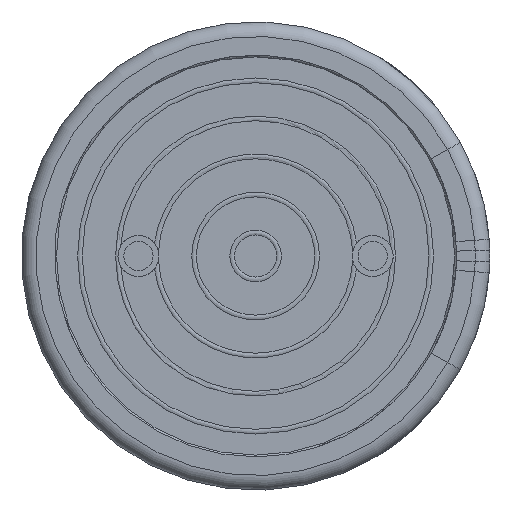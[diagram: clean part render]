
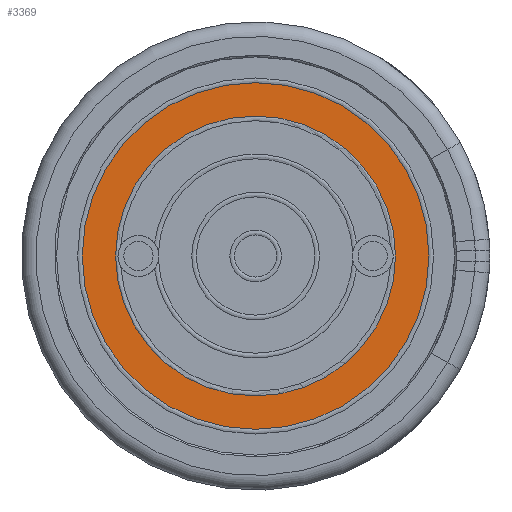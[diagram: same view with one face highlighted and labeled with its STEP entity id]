
A CAD part, front view. The second image highlights one B-rep face of the part: STEP entity #3369.
In plain terms, the highlighted planar face has unit normal (0, -1, 0).
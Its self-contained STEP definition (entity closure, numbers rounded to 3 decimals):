
#68=FACE_BOUND('',#510,.T.);
#236=PLANE('',#3752);
#360=FACE_OUTER_BOUND('',#509,.T.);
#509=EDGE_LOOP('',(#3028,#3029));
#510=EDGE_LOOP('',(#3030,#3031));
#1044=CIRCLE('',#3724,2.96);
#1045=CIRCLE('',#3725,2.96);
#1061=CIRCLE('',#3746,2.39);
#1062=CIRCLE('',#3747,2.39);
#1476=VERTEX_POINT('',#6537);
#1477=VERTEX_POINT('',#6538);
#1491=VERTEX_POINT('',#6577);
#1492=VERTEX_POINT('',#6578);
#1991=EDGE_CURVE('',#1476,#1477,#1044,.T.);
#1992=EDGE_CURVE('',#1477,#1476,#1045,.T.);
#2011=EDGE_CURVE('',#1491,#1492,#1061,.T.);
#2012=EDGE_CURVE('',#1492,#1491,#1062,.T.);
#3028=ORIENTED_EDGE('',*,*,#1991,.T.);
#3029=ORIENTED_EDGE('',*,*,#1992,.T.);
#3030=ORIENTED_EDGE('',*,*,#2011,.T.);
#3031=ORIENTED_EDGE('',*,*,#2012,.T.);
#3369=ADVANCED_FACE('',(#360,#68),#236,.T.);
#3724=AXIS2_PLACEMENT_3D('',#6539,#4555,#4556);
#3725=AXIS2_PLACEMENT_3D('',#6540,#4557,#4558);
#3746=AXIS2_PLACEMENT_3D('',#6579,#4602,#4603);
#3747=AXIS2_PLACEMENT_3D('',#6580,#4604,#4605);
#3752=AXIS2_PLACEMENT_3D('',#6586,#4615,#4616);
#4555=DIRECTION('center_axis',(0.,-1.,0.));
#4556=DIRECTION('ref_axis',(-1.,0.,0.));
#4557=DIRECTION('center_axis',(0.,-1.,0.));
#4558=DIRECTION('ref_axis',(-1.,0.,0.));
#4602=DIRECTION('center_axis',(0.,1.,0.));
#4603=DIRECTION('ref_axis',(-1.,0.,0.));
#4604=DIRECTION('center_axis',(0.,1.,0.));
#4605=DIRECTION('ref_axis',(-1.,0.,0.));
#4615=DIRECTION('center_axis',(0.,-1.,0.));
#4616=DIRECTION('ref_axis',(0.,0.,-1.));
#6537=CARTESIAN_POINT('',(-2.96,0.1,0.));
#6538=CARTESIAN_POINT('',(2.96,0.1,0.));
#6539=CARTESIAN_POINT('Origin',(0.,0.1,0.));
#6540=CARTESIAN_POINT('Origin',(0.,0.1,0.));
#6577=CARTESIAN_POINT('',(-2.39,0.1,0.));
#6578=CARTESIAN_POINT('',(2.39,0.1,0.));
#6579=CARTESIAN_POINT('Origin',(0.,0.1,0.));
#6580=CARTESIAN_POINT('Origin',(0.,0.1,0.));
#6586=CARTESIAN_POINT('Origin',(0.,0.1,0.));
